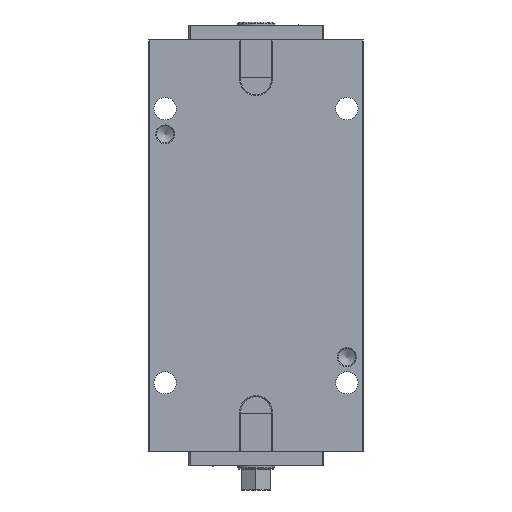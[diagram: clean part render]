
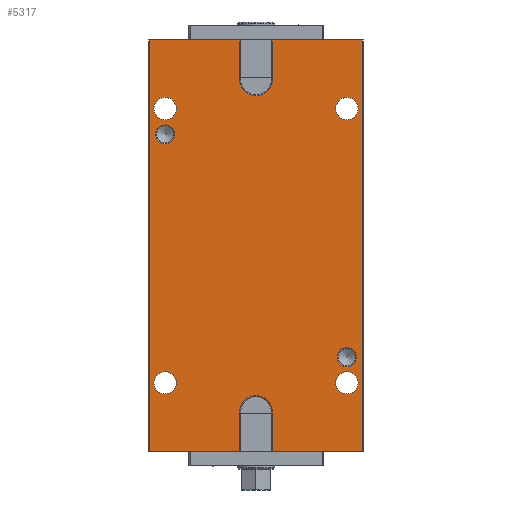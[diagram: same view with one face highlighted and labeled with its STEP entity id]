
A CAD part, front view. The second image highlights one B-rep face of the part: STEP entity #5317.
In plain terms, the highlighted planar face has unit normal (0, -1, 0).
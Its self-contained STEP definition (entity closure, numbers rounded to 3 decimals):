
#94=FACE_BOUND('',#1870,.T.);
#95=FACE_BOUND('',#1871,.T.);
#96=FACE_BOUND('',#1872,.T.);
#97=FACE_BOUND('',#1873,.T.);
#98=FACE_BOUND('',#1874,.T.);
#99=FACE_BOUND('',#1875,.T.);
#166=PLANE('',#5841);
#555=LINE('',#8495,#1103);
#557=LINE('',#8502,#1105);
#558=LINE('',#8504,#1106);
#559=LINE('',#8506,#1107);
#560=LINE('',#8508,#1108);
#561=LINE('',#8510,#1109);
#562=LINE('',#8514,#1110);
#563=LINE('',#8515,#1111);
#564=LINE('',#8517,#1112);
#565=LINE('',#8518,#1113);
#1103=VECTOR('',#6793,1000.);
#1105=VECTOR('',#6799,1000.);
#1106=VECTOR('',#6800,1000.);
#1107=VECTOR('',#6801,1000.);
#1108=VECTOR('',#6802,1000.);
#1109=VECTOR('',#6803,1000.);
#1110=VECTOR('',#6806,1000.);
#1111=VECTOR('',#6807,1000.);
#1112=VECTOR('',#6808,1000.);
#1113=VECTOR('',#6809,1000.);
#1586=FACE_OUTER_BOUND('',#1869,.T.);
#1869=EDGE_LOOP('',(#4161,#4162,#4163,#4164,#4165,#4166,#4167,#4168,#4169,
#4170,#4171,#4172));
#1870=EDGE_LOOP('',(#4173,#4174));
#1871=EDGE_LOOP('',(#4175,#4176));
#1872=EDGE_LOOP('',(#4177,#4178));
#1873=EDGE_LOOP('',(#4179,#4180));
#1874=EDGE_LOOP('',(#4181,#4182));
#1875=EDGE_LOOP('',(#4183,#4184));
#2145=CIRCLE('',#5717,5.5);
#2146=CIRCLE('',#5718,5.5);
#2151=CIRCLE('',#5726,5.5);
#2152=CIRCLE('',#5727,5.5);
#2155=CIRCLE('',#5733,6.5);
#2156=CIRCLE('',#5734,6.5);
#2159=CIRCLE('',#5738,6.5);
#2160=CIRCLE('',#5739,6.5);
#2163=CIRCLE('',#5743,6.5);
#2164=CIRCLE('',#5744,6.5);
#2167=CIRCLE('',#5748,6.5);
#2168=CIRCLE('',#5749,6.5);
#2204=CIRCLE('',#5842,9.5);
#2205=CIRCLE('',#5843,9.5);
#2378=VERTEX_POINT('',#7996);
#2379=VERTEX_POINT('',#7998);
#2385=VERTEX_POINT('',#8015);
#2386=VERTEX_POINT('',#8017);
#2390=VERTEX_POINT('',#8030);
#2391=VERTEX_POINT('',#8031);
#2394=VERTEX_POINT('',#8040);
#2395=VERTEX_POINT('',#8041);
#2398=VERTEX_POINT('',#8050);
#2399=VERTEX_POINT('',#8051);
#2402=VERTEX_POINT('',#8060);
#2403=VERTEX_POINT('',#8061);
#2550=VERTEX_POINT('',#8492);
#2551=VERTEX_POINT('',#8494);
#2552=VERTEX_POINT('',#8498);
#2553=VERTEX_POINT('',#8499);
#2554=VERTEX_POINT('',#8501);
#2555=VERTEX_POINT('',#8503);
#2556=VERTEX_POINT('',#8505);
#2557=VERTEX_POINT('',#8507);
#2558=VERTEX_POINT('',#8509);
#2559=VERTEX_POINT('',#8511);
#2560=VERTEX_POINT('',#8513);
#2561=VERTEX_POINT('',#8516);
#2954=EDGE_CURVE('',#2378,#2379,#2145,.T.);
#2955=EDGE_CURVE('',#2379,#2378,#2146,.T.);
#2963=EDGE_CURVE('',#2385,#2386,#2151,.T.);
#2964=EDGE_CURVE('',#2386,#2385,#2152,.T.);
#2969=EDGE_CURVE('',#2390,#2391,#2155,.T.);
#2970=EDGE_CURVE('',#2391,#2390,#2156,.T.);
#2974=EDGE_CURVE('',#2394,#2395,#2159,.T.);
#2975=EDGE_CURVE('',#2395,#2394,#2160,.T.);
#2979=EDGE_CURVE('',#2398,#2399,#2163,.T.);
#2980=EDGE_CURVE('',#2399,#2398,#2164,.T.);
#2984=EDGE_CURVE('',#2402,#2403,#2167,.T.);
#2985=EDGE_CURVE('',#2403,#2402,#2168,.T.);
#3183=EDGE_CURVE('',#2551,#2550,#555,.T.);
#3185=EDGE_CURVE('',#2552,#2553,#2204,.T.);
#3186=EDGE_CURVE('',#2553,#2554,#557,.T.);
#3187=EDGE_CURVE('',#2554,#2555,#558,.T.);
#3188=EDGE_CURVE('',#2556,#2555,#559,.T.);
#3189=EDGE_CURVE('',#2557,#2556,#560,.T.);
#3190=EDGE_CURVE('',#2557,#2558,#561,.T.);
#3191=EDGE_CURVE('',#2558,#2559,#2205,.T.);
#3192=EDGE_CURVE('',#2559,#2560,#562,.T.);
#3193=EDGE_CURVE('',#2551,#2560,#563,.T.);
#3194=EDGE_CURVE('',#2550,#2561,#564,.T.);
#3195=EDGE_CURVE('',#2561,#2552,#565,.T.);
#4161=ORIENTED_EDGE('',*,*,#3185,.T.);
#4162=ORIENTED_EDGE('',*,*,#3186,.T.);
#4163=ORIENTED_EDGE('',*,*,#3187,.T.);
#4164=ORIENTED_EDGE('',*,*,#3188,.F.);
#4165=ORIENTED_EDGE('',*,*,#3189,.F.);
#4166=ORIENTED_EDGE('',*,*,#3190,.T.);
#4167=ORIENTED_EDGE('',*,*,#3191,.T.);
#4168=ORIENTED_EDGE('',*,*,#3192,.T.);
#4169=ORIENTED_EDGE('',*,*,#3193,.F.);
#4170=ORIENTED_EDGE('',*,*,#3183,.T.);
#4171=ORIENTED_EDGE('',*,*,#3194,.T.);
#4172=ORIENTED_EDGE('',*,*,#3195,.T.);
#4173=ORIENTED_EDGE('',*,*,#2955,.F.);
#4174=ORIENTED_EDGE('',*,*,#2954,.F.);
#4175=ORIENTED_EDGE('',*,*,#2964,.F.);
#4176=ORIENTED_EDGE('',*,*,#2963,.F.);
#4177=ORIENTED_EDGE('',*,*,#2969,.T.);
#4178=ORIENTED_EDGE('',*,*,#2970,.T.);
#4179=ORIENTED_EDGE('',*,*,#2974,.T.);
#4180=ORIENTED_EDGE('',*,*,#2975,.T.);
#4181=ORIENTED_EDGE('',*,*,#2979,.T.);
#4182=ORIENTED_EDGE('',*,*,#2980,.T.);
#4183=ORIENTED_EDGE('',*,*,#2984,.T.);
#4184=ORIENTED_EDGE('',*,*,#2985,.T.);
#5317=ADVANCED_FACE('',(#1586,#94,#95,#96,#97,#98,#99),#166,.F.);
#5717=AXIS2_PLACEMENT_3D('',#7999,#6387,#6388);
#5718=AXIS2_PLACEMENT_3D('',#8000,#6389,#6390);
#5726=AXIS2_PLACEMENT_3D('',#8018,#6408,#6409);
#5727=AXIS2_PLACEMENT_3D('',#8019,#6410,#6411);
#5733=AXIS2_PLACEMENT_3D('',#8032,#6424,#6425);
#5734=AXIS2_PLACEMENT_3D('',#8033,#6426,#6427);
#5738=AXIS2_PLACEMENT_3D('',#8042,#6435,#6436);
#5739=AXIS2_PLACEMENT_3D('',#8043,#6437,#6438);
#5743=AXIS2_PLACEMENT_3D('',#8052,#6446,#6447);
#5744=AXIS2_PLACEMENT_3D('',#8053,#6448,#6449);
#5748=AXIS2_PLACEMENT_3D('',#8062,#6457,#6458);
#5749=AXIS2_PLACEMENT_3D('',#8063,#6459,#6460);
#5841=AXIS2_PLACEMENT_3D('',#8497,#6795,#6796);
#5842=AXIS2_PLACEMENT_3D('',#8500,#6797,#6798);
#5843=AXIS2_PLACEMENT_3D('',#8512,#6804,#6805);
#6387=DIRECTION('center_axis',(0.,-1.,0.));
#6388=DIRECTION('ref_axis',(0.,0.,-1.));
#6389=DIRECTION('center_axis',(0.,-1.,0.));
#6390=DIRECTION('ref_axis',(0.,0.,-1.));
#6408=DIRECTION('center_axis',(0.,-1.,0.));
#6409=DIRECTION('ref_axis',(0.,0.,-1.));
#6410=DIRECTION('center_axis',(0.,-1.,0.));
#6411=DIRECTION('ref_axis',(0.,0.,-1.));
#6424=DIRECTION('center_axis',(0.,1.,0.));
#6425=DIRECTION('ref_axis',(-1.,0.,0.));
#6426=DIRECTION('center_axis',(0.,1.,0.));
#6427=DIRECTION('ref_axis',(-1.,0.,0.));
#6435=DIRECTION('center_axis',(0.,1.,0.));
#6436=DIRECTION('ref_axis',(-1.,0.,0.));
#6437=DIRECTION('center_axis',(0.,1.,0.));
#6438=DIRECTION('ref_axis',(-1.,0.,0.));
#6446=DIRECTION('center_axis',(0.,1.,0.));
#6447=DIRECTION('ref_axis',(-1.,0.,0.));
#6448=DIRECTION('center_axis',(0.,1.,0.));
#6449=DIRECTION('ref_axis',(-1.,0.,0.));
#6457=DIRECTION('center_axis',(0.,1.,0.));
#6458=DIRECTION('ref_axis',(-1.,0.,0.));
#6459=DIRECTION('center_axis',(0.,1.,0.));
#6460=DIRECTION('ref_axis',(-1.,0.,0.));
#6793=DIRECTION('',(0.,0.,-1.));
#6795=DIRECTION('center_axis',(0.,1.,0.));
#6796=DIRECTION('ref_axis',(-1.,0.,0.));
#6797=DIRECTION('center_axis',(0.,1.,0.));
#6798=DIRECTION('ref_axis',(-1.,0.,0.));
#6799=DIRECTION('',(0.,0.,-1.));
#6800=DIRECTION('',(1.,0.,0.));
#6801=DIRECTION('',(0.,0.,-1.));
#6802=DIRECTION('',(1.,0.,0.));
#6803=DIRECTION('',(0.,0.,-1.));
#6804=DIRECTION('center_axis',(0.,1.,0.));
#6805=DIRECTION('ref_axis',(-1.,0.,0.));
#6806=DIRECTION('',(0.,0.,1.));
#6807=DIRECTION('',(1.,0.,0.));
#6808=DIRECTION('',(1.,0.,0.));
#6809=DIRECTION('',(0.,0.,1.));
#7996=CARTESIAN_POINT('',(-53.,0.,70.5));
#7998=CARTESIAN_POINT('',(-53.,0.,59.5));
#7999=CARTESIAN_POINT('Origin',(-53.,0.,65.));
#8000=CARTESIAN_POINT('Origin',(-53.,0.,65.));
#8015=CARTESIAN_POINT('',(53.,0.,-59.5));
#8017=CARTESIAN_POINT('',(53.,0.,-70.5));
#8018=CARTESIAN_POINT('Origin',(53.,0.,-65.));
#8019=CARTESIAN_POINT('Origin',(53.,0.,-65.));
#8030=CARTESIAN_POINT('',(46.5,0.,-80.));
#8031=CARTESIAN_POINT('',(59.5,0.,-80.));
#8032=CARTESIAN_POINT('Origin',(53.,0.,
-80.));
#8033=CARTESIAN_POINT('Origin',(53.,0.,
-80.));
#8040=CARTESIAN_POINT('',(46.5,0.,80.));
#8041=CARTESIAN_POINT('',(59.5,0.,80.));
#8042=CARTESIAN_POINT('Origin',(53.,0.,
80.));
#8043=CARTESIAN_POINT('Origin',(53.,0.,
80.));
#8050=CARTESIAN_POINT('',(-59.5,0.,-80.));
#8051=CARTESIAN_POINT('',(-46.5,0.,-80.));
#8052=CARTESIAN_POINT('Origin',(-53.,0.,
-80.));
#8053=CARTESIAN_POINT('Origin',(-53.,0.,
-80.));
#8060=CARTESIAN_POINT('',(-59.5,0.,80.));
#8061=CARTESIAN_POINT('',(-46.5,0.,80.));
#8062=CARTESIAN_POINT('Origin',(-53.,0.,
80.));
#8063=CARTESIAN_POINT('Origin',(-53.,0.,
80.));
#8492=CARTESIAN_POINT('',(-61.97,0.,-120.));
#8494=CARTESIAN_POINT('',(-61.97,0.,120.));
#8495=CARTESIAN_POINT('',(-61.97,0.,120.));
#8497=CARTESIAN_POINT('Origin',(-61.97,0.,
120.));
#8498=CARTESIAN_POINT('',(-9.5,0.,-97.));
#8499=CARTESIAN_POINT('',(9.5,0.,-97.));
#8500=CARTESIAN_POINT('Origin',(0.,0.,
-97.));
#8501=CARTESIAN_POINT('',(9.5,0.,-120.));
#8502=CARTESIAN_POINT('',(9.5,0.,120.));
#8503=CARTESIAN_POINT('',(61.97,0.,-120.));
#8504=CARTESIAN_POINT('',(-61.97,0.,-120.));
#8505=CARTESIAN_POINT('',(61.97,0.,120.));
#8506=CARTESIAN_POINT('',(61.97,0.,120.));
#8507=CARTESIAN_POINT('',(9.5,0.,120.));
#8508=CARTESIAN_POINT('',(-61.97,0.,120.));
#8509=CARTESIAN_POINT('',(9.5,0.,97.));
#8510=CARTESIAN_POINT('',(9.5,0.,120.));
#8511=CARTESIAN_POINT('',(-9.5,0.,97.));
#8512=CARTESIAN_POINT('Origin',(0.,0.,
97.));
#8513=CARTESIAN_POINT('',(-9.5,0.,120.));
#8514=CARTESIAN_POINT('',(-9.5,0.,120.));
#8515=CARTESIAN_POINT('',(-61.97,0.,120.));
#8516=CARTESIAN_POINT('',(-9.5,0.,-120.));
#8517=CARTESIAN_POINT('',(-61.97,0.,-120.));
#8518=CARTESIAN_POINT('',(-9.5,0.,120.));
